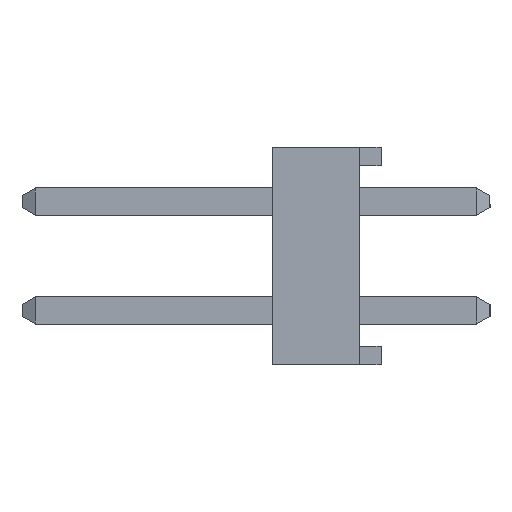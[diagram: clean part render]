
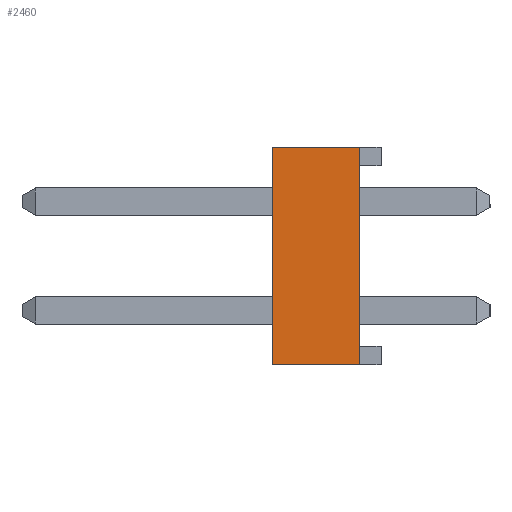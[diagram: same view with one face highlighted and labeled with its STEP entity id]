
A CAD part, left-side view. The second image highlights one B-rep face of the part: STEP entity #2460.
In plain terms, the highlighted planar face has unit normal (-1, 0, 0).
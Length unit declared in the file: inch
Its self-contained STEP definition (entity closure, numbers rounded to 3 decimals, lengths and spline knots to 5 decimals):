
#2460 = ADVANCED_FACE( '', ( #5401 ), #5402, .F. );
#5401 = FACE_OUTER_BOUND( '', #8759, .T. );
#5402 = PLANE( '', #8760 );
#8759 = EDGE_LOOP( '', ( #16065, #16066, #16067, #16068 ) );
#8760 = AXIS2_PLACEMENT_3D( '', #16069, #16070, #16071 );
#16065 = ORIENTED_EDGE( '', *, *, #22452, .F. );
#16066 = ORIENTED_EDGE( '', *, *, #22366, .F. );
#16067 = ORIENTED_EDGE( '', *, *, #22715, .F. );
#16068 = ORIENTED_EDGE( '', *, *, #22014, .T. );
#16069 = CARTESIAN_POINT( '', ( -0.65, 0.1, -0.1 ) );
#16070 = DIRECTION( '', ( 1., 0., 0. ) );
#16071 = DIRECTION( '', ( 0., 0., -1. ) );
#22014 = EDGE_CURVE( '', #27145, #27143, #27146, .T. );
#22366 = EDGE_CURVE( '', #27605, #27607, #27608, .T. );
#22452 = EDGE_CURVE( '', #27607, #27143, #27723, .T. );
#22715 = EDGE_CURVE( '', #27145, #27605, #28054, .T. );
#27143 = VERTEX_POINT( '', #34365 );
#27145 = VERTEX_POINT( '', #34368 );
#27146 = LINE( '', #34369, #34370 );
#27605 = VERTEX_POINT( '', #35072 );
#27607 = VERTEX_POINT( '', #35075 );
#27608 = LINE( '', #35076, #35077 );
#27723 = LINE( '', #35255, #35256 );
#28054 = LINE( '', #35777, #35778 );
#34365 = CARTESIAN_POINT( '', ( -0.65, 0.02, -0.1 ) );
#34368 = CARTESIAN_POINT( '', ( -0.65, 0.1, -0.1 ) );
#34369 = CARTESIAN_POINT( '', ( -0.65, 0.1, -0.1 ) );
#34370 = VECTOR( '', #38877, 39.37008 );
#35072 = CARTESIAN_POINT( '', ( -0.65, 0.1, 0.1 ) );
#35075 = CARTESIAN_POINT( '', ( -0.65, 0.02, 0.1 ) );
#35076 = CARTESIAN_POINT( '', ( -0.65, 0.1, 0.1 ) );
#35077 = VECTOR( '', #39122, 39.37008 );
#35255 = CARTESIAN_POINT( '', ( -0.65, 0.02, -0.1 ) );
#35256 = VECTOR( '', #39186, 39.37008 );
#35777 = CARTESIAN_POINT( '', ( -0.65, 0.1, -0.1 ) );
#35778 = VECTOR( '', #39377, 39.37008 );
#38877 = DIRECTION( '', ( 0., -1., 0. ) );
#39122 = DIRECTION( '', ( 0., -1., 0. ) );
#39186 = DIRECTION( '', ( 0., 0., -1. ) );
#39377 = DIRECTION( '', ( 0., 0., 1. ) );
